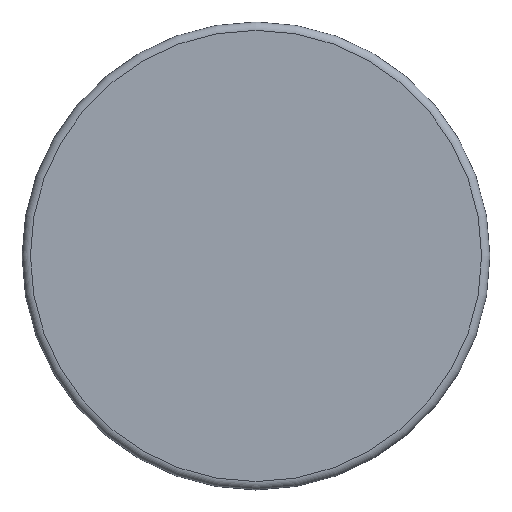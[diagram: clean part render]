
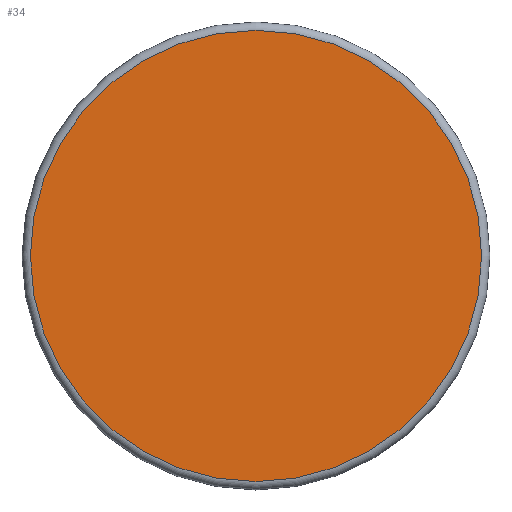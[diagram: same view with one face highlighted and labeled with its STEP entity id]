
A CAD part, top view. The second image highlights one B-rep face of the part: STEP entity #34.
In plain terms, the highlighted planar face has unit normal (0, 0, 1).
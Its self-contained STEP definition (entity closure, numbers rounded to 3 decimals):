
#34 = ADVANCED_FACE( '', ( #69 ), #70, .F. );
#69 = FACE_OUTER_BOUND( '', #106, .T. );
#70 = PLANE( '', #107 );
#106 = EDGE_LOOP( '', ( #173 ) );
#107 = AXIS2_PLACEMENT_3D( '', #174, #175, #176 );
#173 = ORIENTED_EDGE( '', *, *, #213, .T. );
#174 = CARTESIAN_POINT( '', ( 14., 0., 12. ) );
#175 = DIRECTION( '', ( 0., 0., -1. ) );
#176 = DIRECTION( '', ( -1., 0., 0. ) );
#213 = EDGE_CURVE( '', #230, #230, #231, .F. );
#230 = VERTEX_POINT( '', #252 );
#231 = CIRCLE( '', #253, 13.5 );
#252 = CARTESIAN_POINT( '', ( -13.5, 0., 12. ) );
#253 = AXIS2_PLACEMENT_3D( '', #274, #275, #276 );
#274 = CARTESIAN_POINT( '', ( 0., 0., 12. ) );
#275 = DIRECTION( '', ( 0., 0., -1. ) );
#276 = DIRECTION( '', ( -1., 0., 0. ) );
